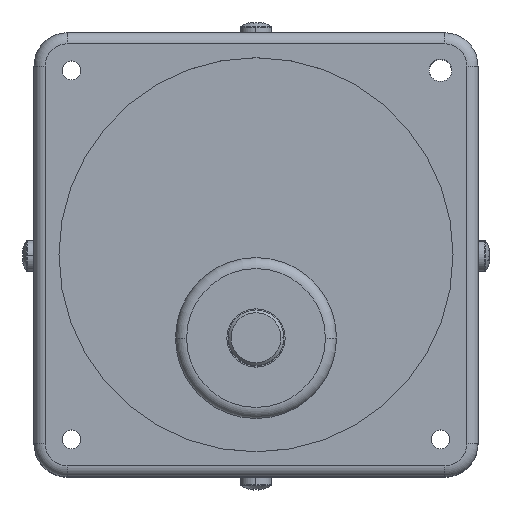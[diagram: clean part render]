
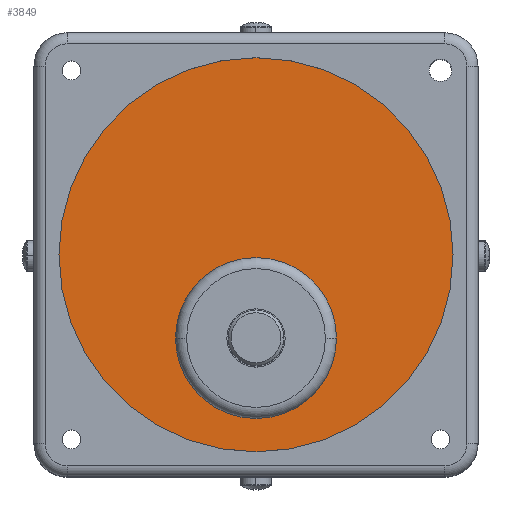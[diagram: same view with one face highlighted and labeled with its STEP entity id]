
A CAD part, top view. The second image highlights one B-rep face of the part: STEP entity #3849.
In plain terms, the highlighted planar face has unit normal (0, 0, 1).
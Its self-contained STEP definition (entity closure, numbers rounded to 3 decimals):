
#154 = AXIS2_PLACEMENT_3D ( 'NONE', #10900, #3392, #6751 ) ;
#162 = CIRCLE ( 'NONE', #154, 35.5 ) ;
#436 = VERTEX_POINT ( 'NONE', #1351 ) ;
#527 = EDGE_CURVE ( 'NONE', #4653, #436, #1239, .T. ) ;
#591 = CARTESIAN_POINT ( 'NONE',  ( -79.618, 10.161, 20.35 ) ) ;
#609 = EDGE_CURVE ( 'NONE', #8309, #5975, #162, .T. ) ;
#656 = DIRECTION ( 'NONE',  ( 0., 0., 1. ) ) ;
#1228 = AXIS2_PLACEMENT_3D ( 'NONE', #8260, #656, #4074 ) ;
#1239 = CIRCLE ( 'NONE', #1228, 14.5 ) ;
#1351 = CARTESIAN_POINT ( 'NONE',  ( -65.118, -4.839, 20.35 ) ) ;
#1897 = CIRCLE ( 'NONE', #8092, 35.5 ) ;
#2230 = DIRECTION ( 'NONE',  ( 1., 0., 0. ) ) ;
#2259 = AXIS2_PLACEMENT_3D ( 'NONE', #7396, #10718, #3200 ) ;
#2563 = AXIS2_PLACEMENT_3D ( 'NONE', #6429, #9785, #2230 ) ;
#2803 = EDGE_CURVE ( 'NONE', #436, #4653, #7025, .T. ) ;
#3060 = PLANE ( 'NONE',  #2563 ) ;
#3200 = DIRECTION ( 'NONE',  ( 1., 0., 0. ) ) ;
#3285 = CARTESIAN_POINT ( 'NONE',  ( -44.118, 10.161, 20.35 ) ) ;
#3318 = CARTESIAN_POINT ( 'NONE',  ( -115.118, 10.161, 20.35 ) ) ;
#3392 = DIRECTION ( 'NONE',  ( 0., 0., 1. ) ) ;
#3849 = ADVANCED_FACE ( 'NONE', ( #7263, #10588 ), #3060, .T. ) ;
#4012 = DIRECTION ( 'NONE',  ( 0., 0., 1. ) ) ;
#4074 = DIRECTION ( 'NONE',  ( 1., 0., 0. ) ) ;
#4653 = VERTEX_POINT ( 'NONE', #7338 ) ;
#5975 = VERTEX_POINT ( 'NONE', #3318 ) ;
#6429 = CARTESIAN_POINT ( 'NONE',  ( -79.618, 10.161, 20.35 ) ) ;
#6751 = DIRECTION ( 'NONE',  ( 1., 0., 0. ) ) ;
#6836 = ORIENTED_EDGE ( 'NONE', *, *, #527, .F. ) ;
#7025 = CIRCLE ( 'NONE', #2259, 14.5 ) ;
#7184 = EDGE_CURVE ( 'NONE', #5975, #8309, #1897, .T. ) ;
#7263 = FACE_OUTER_BOUND ( 'NONE', #7514, .T. ) ;
#7338 = CARTESIAN_POINT ( 'NONE',  ( -94.118, -4.839, 20.35 ) ) ;
#7369 = DIRECTION ( 'NONE',  ( 1., 0., 0. ) ) ;
#7396 = CARTESIAN_POINT ( 'NONE',  ( -79.618, -4.839, 20.35 ) ) ;
#7514 = EDGE_LOOP ( 'NONE', ( #8716, #7607 ) ) ;
#7607 = ORIENTED_EDGE ( 'NONE', *, *, #7184, .T. ) ;
#7995 = EDGE_LOOP ( 'NONE', ( #6836, #9354 ) ) ;
#8092 = AXIS2_PLACEMENT_3D ( 'NONE', #591, #4012, #7369 ) ;
#8260 = CARTESIAN_POINT ( 'NONE',  ( -79.618, -4.839, 20.35 ) ) ;
#8309 = VERTEX_POINT ( 'NONE', #3285 ) ;
#8716 = ORIENTED_EDGE ( 'NONE', *, *, #609, .T. ) ;
#9354 = ORIENTED_EDGE ( 'NONE', *, *, #2803, .F. ) ;
#9785 = DIRECTION ( 'NONE',  ( 0., 0., 1. ) ) ;
#10588 = FACE_BOUND ( 'NONE', #7995, .T. ) ;
#10718 = DIRECTION ( 'NONE',  ( 0., 0., 1. ) ) ;
#10900 = CARTESIAN_POINT ( 'NONE',  ( -79.618, 10.161, 20.35 ) ) ;
